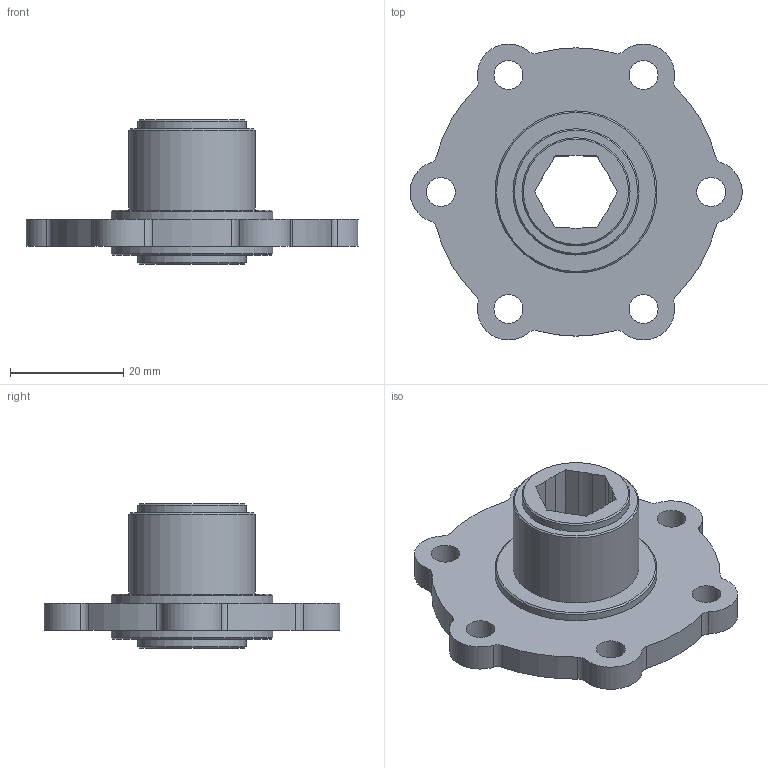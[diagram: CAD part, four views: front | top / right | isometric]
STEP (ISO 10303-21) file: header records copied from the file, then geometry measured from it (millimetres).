
FILE_DESCRIPTION(/* description */ (''),/* implementation_level */ '2;1');
FILE_NAME(/* name */ 'Component1.step',/* time_stamp */ '2020-01-14T12:31:25-07:00',/* author */ (''),/* organization */ (''),/* preprocessor_version */ 'ST-DEVELOPER v18',/* originating_system */ 'Autodesk Translation Framework v8.12.0.6',/* authorisation */ '');
FILE_SCHEMA (('AUTOMOTIVE_DESIGN { 1 0 10303 214 3 1 1 }'));
Length unit declared in the file: inch
Products named in the file (1): FusionComponent
Bounding box: 58.51 x 52.15 x 25.4 mm (x, y, z)
Volume: 14869.4 mm3; surface area: 7777.7 mm2
Topology: 1 solids, 1 shells, 65 faces, 169 edges, 111 vertices
Faces by surface type: cylinder 41, plane 19, cone 5
Full cylindrical faces by diameter (mm): 5.105 x6, 19.05 x2, 22.225 x1, 28.55 x2
Entity records: 2100 total; most frequent: DIRECTION 388, CARTESIAN_POINT 346, ORIENTED_EDGE 338, EDGE_CURVE 169, AXIS2_PLACEMENT_3D 153, VERTEX_POINT 111, CIRCLE 87, EDGE_LOOP 84
